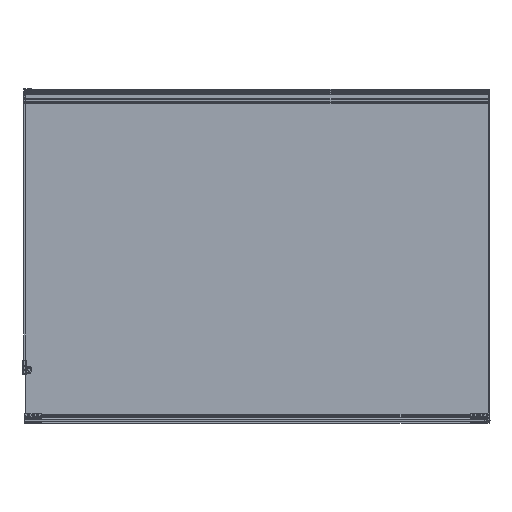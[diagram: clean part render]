
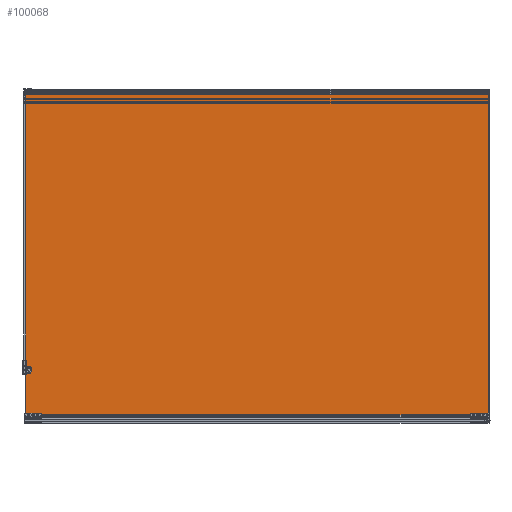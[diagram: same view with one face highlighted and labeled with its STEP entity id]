
A CAD part, left-side view. The second image highlights one B-rep face of the part: STEP entity #100068.
In plain terms, the highlighted face is planar.
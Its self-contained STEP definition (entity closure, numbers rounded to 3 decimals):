
#7203 = VERTEX_POINT ( 'NONE', #99821 ) ;
#7205 = VERTEX_POINT ( 'NONE', #99833 ) ;
#7224 = VERTEX_POINT ( 'NONE', #99846 ) ;
#7244 = VERTEX_POINT ( 'NONE', #99871 ) ;
#13945 = FACE_OUTER_BOUND ( 'NONE', #96966, .T. ) ;
#24772 = ORIENTED_EDGE ( 'NONE', *, *, #152401, .T. ) ;
#24773 = ORIENTED_EDGE ( 'NONE', *, *, #152452, .T. ) ;
#24833 = ORIENTED_EDGE ( 'NONE', *, *, #152471, .T. ) ;
#24866 = ORIENTED_EDGE ( 'NONE', *, *, #152497, .T. ) ;
#29316 = DIRECTION ( 'NONE',  ( -1., 0., 0. ) ) ;
#29413 = PLANE ( 'NONE',  #101906 ) ;
#29417 = CARTESIAN_POINT ( 'NONE',  ( 0., 1997., 0. ) ) ;
#29420 = DIRECTION ( 'NONE',  ( 0., 0., -1. ) ) ;
#96966 = EDGE_LOOP ( 'NONE', ( #24772, #24833, #24773, #24866 ) ) ;
#99821 = CARTESIAN_POINT ( 'NONE',  ( 1394., 1., 0. ) ) ;
#99833 = CARTESIAN_POINT ( 'NONE',  ( 1394., 1996., 0. ) ) ;
#99846 = CARTESIAN_POINT ( 'NONE',  ( 1., 1., 0. ) ) ;
#99871 = CARTESIAN_POINT ( 'NONE',  ( 1., 1996., 0. ) ) ;
#100068 = ADVANCED_FACE ( 'NONE', ( #13945 ), #29413, .T. ) ;
#101906 = AXIS2_PLACEMENT_3D ( 'NONE', #29417, #29420, #29316 ) ;
#137134 = CARTESIAN_POINT ( 'NONE',  ( 1394., 0., 0. ) ) ;
#137140 = DIRECTION ( 'NONE',  ( 0., -1., 0. ) ) ;
#137300 = DIRECTION ( 'NONE',  ( 0., 1., 0. ) ) ;
#137310 = CARTESIAN_POINT ( 'NONE',  ( 1., 1997., 0. ) ) ;
#137315 = CARTESIAN_POINT ( 'NONE',  ( 0., 1., 0. ) ) ;
#137318 = DIRECTION ( 'NONE',  ( -1., 0., 0. ) ) ;
#137345 = DIRECTION ( 'NONE',  ( 1., 0., 0. ) ) ;
#137349 = CARTESIAN_POINT ( 'NONE',  ( 1395., 1996., 0. ) ) ;
#139537 = LINE ( 'NONE', #137134, #139539 ) ;
#139539 = VECTOR ( 'NONE', #137140, 1000. ) ;
#139577 = LINE ( 'NONE', #137310, #139647 ) ;
#139623 = LINE ( 'NONE', #137349, #139679 ) ;
#139647 = VECTOR ( 'NONE', #137300, 1000. ) ;
#139679 = VECTOR ( 'NONE', #137345, 1000. ) ;
#139695 = LINE ( 'NONE', #137315, #139697 ) ;
#139697 = VECTOR ( 'NONE', #137318, 1000. ) ;
#152401 = EDGE_CURVE ( 'NONE', #7205, #7203, #139537, .T. ) ;
#152452 = EDGE_CURVE ( 'NONE', #7224, #7244, #139577, .T. ) ;
#152471 = EDGE_CURVE ( 'NONE', #7203, #7224, #139695, .T. ) ;
#152497 = EDGE_CURVE ( 'NONE', #7244, #7205, #139623, .T. ) ;
